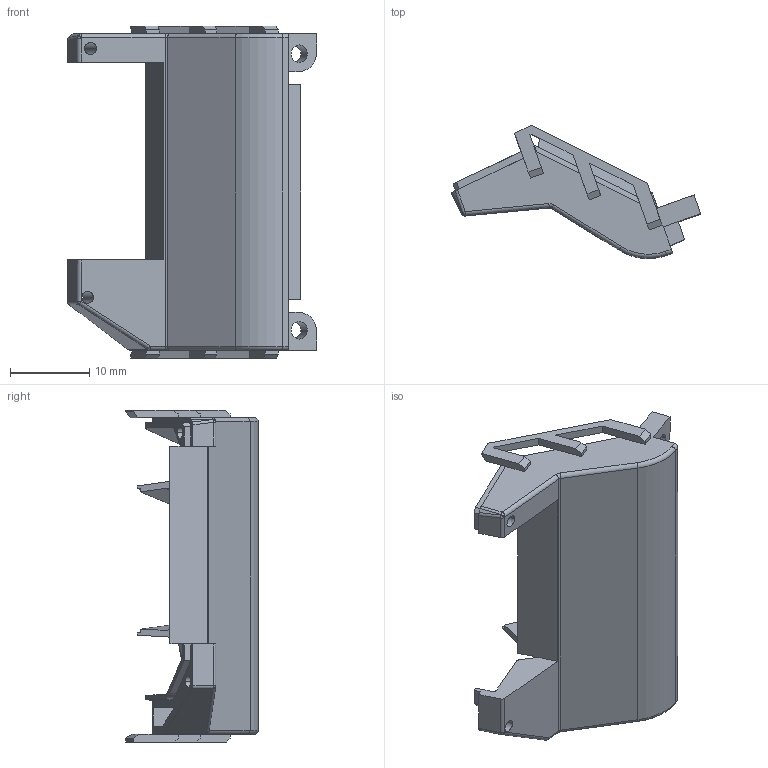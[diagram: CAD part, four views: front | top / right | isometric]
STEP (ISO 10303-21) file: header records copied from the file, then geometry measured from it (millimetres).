
FILE_DESCRIPTION (( 'STEP AP214' ), '1' );
FILE_NAME ('JXHSV06P-08005-01-d Exhaust Port Cover.step', '2023-06-08T06:49:45', ( '微软用户' ), ( '微软中国' ), 'SwSTEP 2.0', 'SolidWorks 2020', '' );
FILE_SCHEMA (( 'AUTOMOTIVE_DESIGN' ));
Length unit declared in the file: millimetre
Products named in the file (1): JXHSV06P-08005-01-d Exhaust Port Cover
Bounding box: 31.55 x 16.8 x 42 mm (x, y, z)
Volume: 2548.3 mm3; surface area: 4106.3 mm2
Topology: 1 solids, 1 shells, 239 faces, 659 edges, 410 vertices
Faces by surface type: plane 137, cylinder 68, bspline 17, sphere 13, torus 4
Entity records: 7544 total; most frequent: CARTESIAN_POINT 1750, ORIENTED_EDGE 1284, DIRECTION 1108, EDGE_CURVE 642, LINE 462, VECTOR 462, VERTEX_POINT 401, AXIS2_PLACEMENT_3D 323
